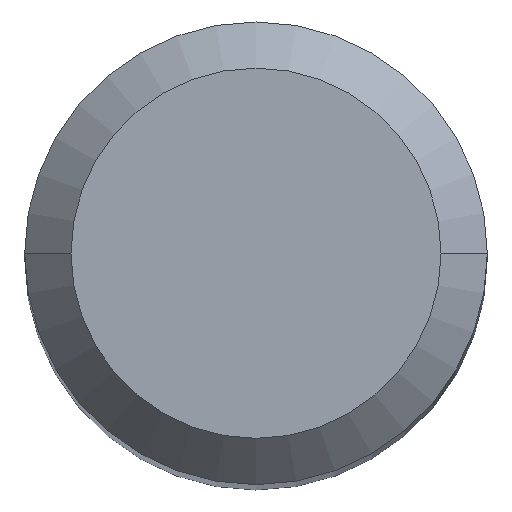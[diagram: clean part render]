
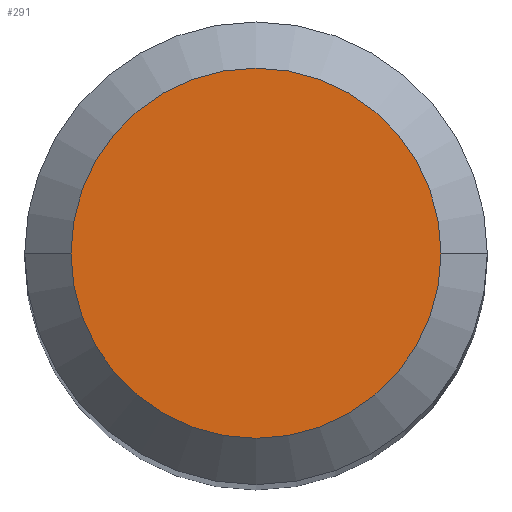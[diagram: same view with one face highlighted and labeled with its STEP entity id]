
A CAD part, top view. The second image highlights one B-rep face of the part: STEP entity #291.
In plain terms, the highlighted planar face has unit normal (0, 0, 1).
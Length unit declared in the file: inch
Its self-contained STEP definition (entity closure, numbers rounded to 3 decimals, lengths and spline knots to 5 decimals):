
#13 = AXIS2_PLACEMENT_3D ( 'NONE', #367, #67, #423 ) ;
#67 = DIRECTION ( 'NONE',  ( 0., 0., 1. ) ) ;
#80 = CARTESIAN_POINT ( 'NONE',  ( 0., 0., 0. ) ) ;
#83 = CARTESIAN_POINT ( 'NONE',  ( 0., 0., 0. ) ) ;
#93 = ORIENTED_EDGE ( 'NONE', *, *, #276, .T. ) ;
#108 = CIRCLE ( 'NONE', #13, 0.09448 ) ;
#109 = DIRECTION ( 'NONE',  ( -1., 0., 0. ) ) ;
#125 = FACE_OUTER_BOUND ( 'NONE', #399, .T. ) ;
#148 = DIRECTION ( 'NONE',  ( 1., 0., 0. ) ) ;
#163 = DIRECTION ( 'NONE',  ( 0., 0., -1. ) ) ;
#207 = CIRCLE ( 'NONE', #289, 0.09448 ) ;
#220 = EDGE_CURVE ( 'NONE', #462, #347, #108, .T. ) ;
#255 = AXIS2_PLACEMENT_3D ( 'NONE', #80, #163, #109 ) ;
#276 = EDGE_CURVE ( 'NONE', #347, #462, #207, .T. ) ;
#285 = ORIENTED_EDGE ( 'NONE', *, *, #220, .T. ) ;
#289 = AXIS2_PLACEMENT_3D ( 'NONE', #83, #419, #148 ) ;
#291 = ADVANCED_FACE ( 'NONE', ( #125 ), #449, .F. ) ;
#347 = VERTEX_POINT ( 'NONE', #479 ) ;
#367 = CARTESIAN_POINT ( 'NONE',  ( 0., 0., 0. ) ) ;
#384 = CARTESIAN_POINT ( 'NONE',  ( 0.09448, 0., 0. ) ) ;
#399 = EDGE_LOOP ( 'NONE', ( #93, #285 ) ) ;
#419 = DIRECTION ( 'NONE',  ( 0., 0., 1. ) ) ;
#423 = DIRECTION ( 'NONE',  ( 1., 0., 0. ) ) ;
#449 = PLANE ( 'NONE',  #255 ) ;
#462 = VERTEX_POINT ( 'NONE', #384 ) ;
#479 = CARTESIAN_POINT ( 'NONE',  ( -0.09448, 0., 0. ) ) ;
